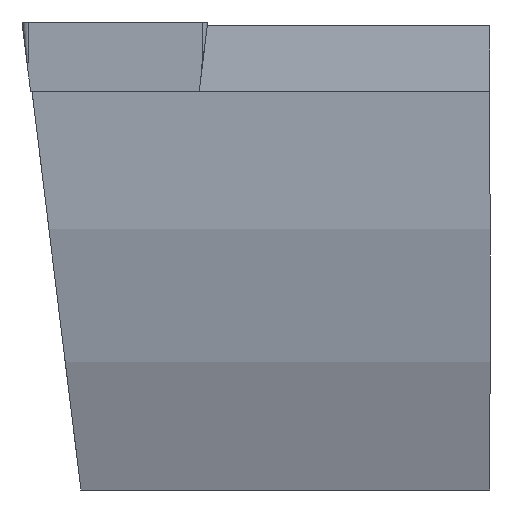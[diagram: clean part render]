
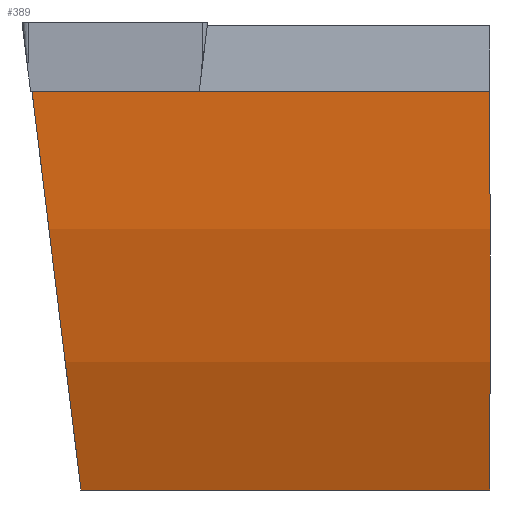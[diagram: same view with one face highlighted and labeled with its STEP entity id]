
A CAD part, front view. The second image highlights one B-rep face of the part: STEP entity #389.
In plain terms, the highlighted cylindrical face has radius 71 mm (diameter 142 mm), a partial arc.
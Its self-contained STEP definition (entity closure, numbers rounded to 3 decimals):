
#350=CYLINDRICAL_SURFACE('',#905,71.);
#352=ELLIPSE('',#881,72.095,71.);
#353=ELLIPSE('',#899,72.637,71.);
#389=ADVANCED_FACE('',(#435),#350,.T.);
#435=FACE_OUTER_BOUND('',#477,.T.);
#477=EDGE_LOOP('',(#581,#582,#583,#584,#585));
#581=ORIENTED_EDGE('',*,*,#706,.T.);
#582=ORIENTED_EDGE('',*,*,#729,.F.);
#583=ORIENTED_EDGE('',*,*,#730,.T.);
#584=ORIENTED_EDGE('',*,*,#725,.T.);
#585=ORIENTED_EDGE('',*,*,#696,.T.);
#643=VERTEX_POINT('',#1101);
#644=VERTEX_POINT('',#1102);
#651=VERTEX_POINT('',#1121);
#665=VERTEX_POINT('',#1165);
#667=VERTEX_POINT('',#1171);
#696=EDGE_CURVE('',#643,#644,#766,.T.);
#706=EDGE_CURVE('',#644,#651,#352,.T.);
#725=EDGE_CURVE('',#665,#643,#353,.T.);
#729=EDGE_CURVE('',#667,#651,#789,.T.);
#730=EDGE_CURVE('',#667,#665,#790,.T.);
#766=LINE('',#1100,#822);
#789=LINE('',#1172,#845);
#790=LINE('',#1174,#846);
#822=VECTOR('',#942,1.);
#845=VECTOR('',#1013,1.);
#846=VECTOR('',#1016,1.);
#881=AXIS2_PLACEMENT_3D('',#1120,#958,#959);
#899=AXIS2_PLACEMENT_3D('',#1164,#1006,#1007);
#905=AXIS2_PLACEMENT_3D('',#1182,#1026,#1027);
#942=DIRECTION('',(0.985,0.174,0.));
#958=DIRECTION('',(-1.,0.,0.));
#959=DIRECTION('',(0.,-1.,0.));
#1006=DIRECTION('',(0.993,0.,0.122));
#1007=DIRECTION('',(-0.069,-0.823,0.564));
#1013=DIRECTION('',(0.985,0.174,0.));
#1016=DIRECTION('',(-0.985,-0.174,0.));
#1026=DIRECTION('',(-0.985,-0.174,0.));
#1027=DIRECTION('',(0.174,-0.985,0.));
#1100=CARTESIAN_POINT('',(56.778,18.282,-32.));
#1101=CARTESIAN_POINT('',(4.03,8.981,-32.));
#1102=CARTESIAN_POINT('',(32.,13.913,-32.));
#1120=CARTESIAN_POINT('',(32.,78.271,0.));
#1121=CARTESIAN_POINT('',(32.,6.337,-4.76));
#1164=CARTESIAN_POINT('',(0.101,72.646,0.));
#1165=CARTESIAN_POINT('',(0.685,0.816,-4.76));
#1171=CARTESIAN_POINT('',(12.116,2.831,-4.76));
#1172=CARTESIAN_POINT('',(-3.942,0.,-4.76));
#1174=CARTESIAN_POINT('',(58.073,10.935,-4.76));
#1182=CARTESIAN_POINT('',(45.772,80.699,0.));
